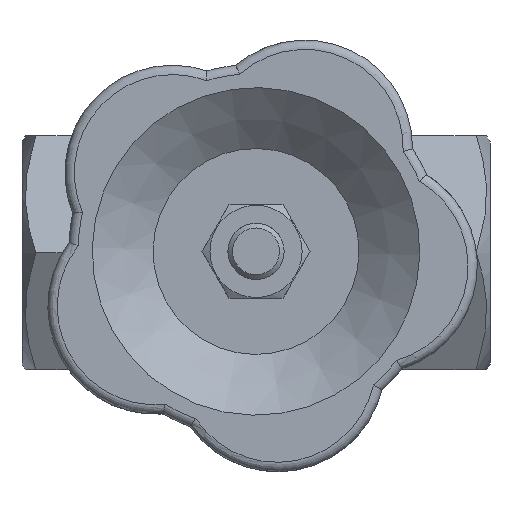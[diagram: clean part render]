
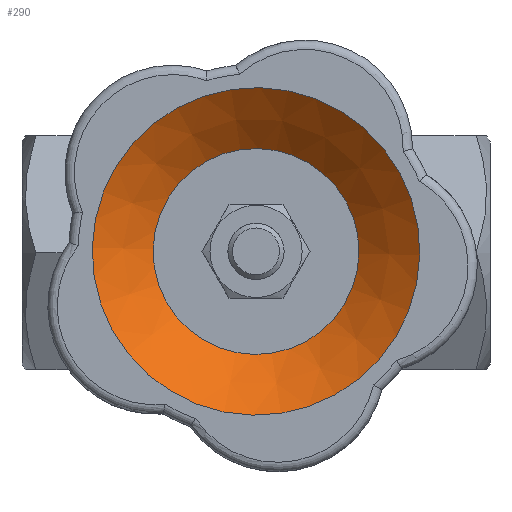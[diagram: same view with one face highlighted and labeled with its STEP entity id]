
A CAD part, top view. The second image highlights one B-rep face of the part: STEP entity #290.
In plain terms, the highlighted conical face has half-angle 49.764 degrees and reference radius 11 mm.
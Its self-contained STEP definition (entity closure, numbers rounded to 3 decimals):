
#290 = ADVANCED_FACE( '', ( #678, #679 ), #680, .F. );
#678 = FACE_OUTER_BOUND( '', #1159, .T. );
#679 = FACE_BOUND( '', #1160, .T. );
#680 = CONICAL_SURFACE( '', #1161, 11., 0.869 );
#1159 = EDGE_LOOP( '', ( #1949 ) );
#1160 = EDGE_LOOP( '', ( #1950 ) );
#1161 = AXIS2_PLACEMENT_3D( '', #1951, #1952, #1953 );
#1949 = ORIENTED_EDGE( '', *, *, #2658, .F. );
#1950 = ORIENTED_EDGE( '', *, *, #2866, .T. );
#1951 = CARTESIAN_POINT( '', ( 0., 0., 81.778 ) );
#1952 = DIRECTION( '', ( 0., 0., 1. ) );
#1953 = DIRECTION( '', ( -0.481, 0.877, 0. ) );
#2658 = EDGE_CURVE( '', #3147, #3147, #3148, .T. );
#2866 = EDGE_CURVE( '', #3467, #3467, #3468, .T. );
#3147 = VERTEX_POINT( '', #3937 );
#3148 = CIRCLE( '', #3938, 17.5 );
#3467 = VERTEX_POINT( '', #4810 );
#3468 = CIRCLE( '', #4811, 11. );
#3937 = CARTESIAN_POINT( '', ( 8.413, -15.345, 87.278 ) );
#3938 = AXIS2_PLACEMENT_3D( '', #5442, #5443, #5444 );
#4810 = CARTESIAN_POINT( '', ( 5.288, -9.645, 81.778 ) );
#4811 = AXIS2_PLACEMENT_3D( '', #5677, #5678, #5679 );
#5442 = CARTESIAN_POINT( '', ( 0., 0., 87.278 ) );
#5443 = DIRECTION( '', ( 0., 0., -1. ) );
#5444 = DIRECTION( '', ( 0.481, -0.877, 0. ) );
#5677 = CARTESIAN_POINT( '', ( 0., 0., 81.778 ) );
#5678 = DIRECTION( '', ( 0., 0., -1. ) );
#5679 = DIRECTION( '', ( 0.481, -0.877, 0. ) );
